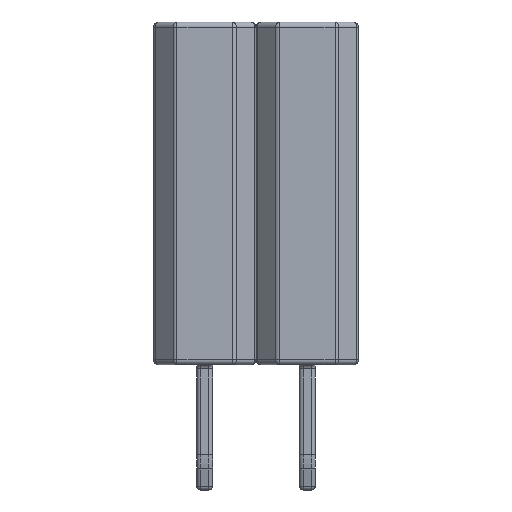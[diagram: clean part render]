
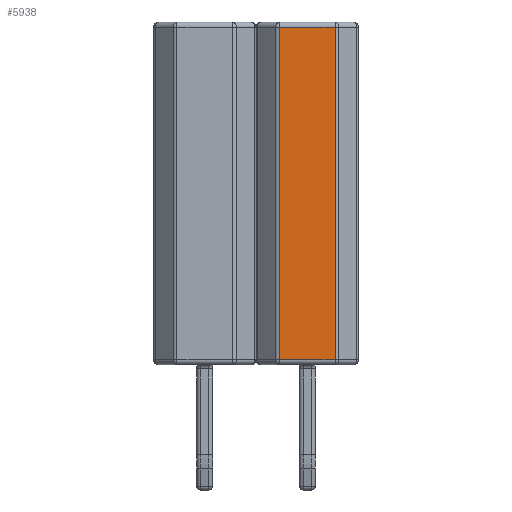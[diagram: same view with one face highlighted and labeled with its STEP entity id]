
A CAD part, left-side view. The second image highlights one B-rep face of the part: STEP entity #5938.
In plain terms, the highlighted planar face has unit normal (-1, 0, 0).
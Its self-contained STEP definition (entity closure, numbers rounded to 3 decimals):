
#5280 = CYLINDRICAL_SURFACE('',#5281,0.125);
#5281 = AXIS2_PLACEMENT_3D('',#5282,#5283,#5284);
#5282 = CARTESIAN_POINT('',(-1.145,0.692,0.));
#5283 = DIRECTION('',(0.,0.,1.));
#5284 = DIRECTION('',(-0.707,0.707,0.));
#5385 = VERTEX_POINT('',#5386);
#5386 = CARTESIAN_POINT('',(-1.27,0.692,0.125));
#5413 = EDGE_CURVE('',#5385,#5414,#5416,.T.);
#5414 = VERTEX_POINT('',#5415);
#5415 = CARTESIAN_POINT('',(-1.27,0.692,8.375));
#5416 = SURFACE_CURVE('',#5417,(#5421,#5428),.PCURVE_S1.);
#5417 = LINE('',#5418,#5419);
#5418 = CARTESIAN_POINT('',(-1.27,0.692,0.));
#5419 = VECTOR('',#5420,1.);
#5420 = DIRECTION('',(0.,0.,1.));
#5421 = PCURVE('',#5280,#5422);
#5422 = DEFINITIONAL_REPRESENTATION('',(#5423),#5427);
#5423 = LINE('',#5424,#5425);
#5424 = CARTESIAN_POINT('',(0.785,0.));
#5425 = VECTOR('',#5426,1.);
#5426 = DIRECTION('',(0.,1.));
#5427 = ( GEOMETRIC_REPRESENTATION_CONTEXT(2) 
PARAMETRIC_REPRESENTATION_CONTEXT() REPRESENTATION_CONTEXT('2D SPACE',''
  ) );
#5428 = PCURVE('',#5429,#5434);
#5429 = PLANE('',#5430);
#5430 = AXIS2_PLACEMENT_3D('',#5431,#5432,#5433);
#5431 = CARTESIAN_POINT('',(-1.27,-0.744,0.));
#5432 = DIRECTION('',(-1.,0.,0.));
#5433 = DIRECTION('',(0.,1.,0.));
#5434 = DEFINITIONAL_REPRESENTATION('',(#5435),#5439);
#5435 = LINE('',#5436,#5437);
#5436 = CARTESIAN_POINT('',(1.436,0.));
#5437 = VECTOR('',#5438,1.);
#5438 = DIRECTION('',(0.,-1.));
#5439 = ( GEOMETRIC_REPRESENTATION_CONTEXT(2) 
PARAMETRIC_REPRESENTATION_CONTEXT() REPRESENTATION_CONTEXT('2D SPACE',''
  ) );
#5643 = CYLINDRICAL_SURFACE('',#5644,0.125);
#5644 = AXIS2_PLACEMENT_3D('',#5645,#5646,#5647);
#5645 = CARTESIAN_POINT('',(-1.145,-0.744,8.375));
#5646 = DIRECTION('',(0.,1.,0.));
#5647 = DIRECTION('',(-1.,0.,0.));
#5925 = CYLINDRICAL_SURFACE('',#5926,0.125);
#5926 = AXIS2_PLACEMENT_3D('',#5927,#5928,#5929);
#5927 = CARTESIAN_POINT('',(-1.145,-0.744,0.125));
#5928 = DIRECTION('',(0.,1.,0.));
#5929 = DIRECTION('',(-1.,0.,0.));
#5938 = ADVANCED_FACE('',(#5939),#5429,.T.);
#5939 = FACE_BOUND('',#5940,.T.);
#5940 = EDGE_LOOP('',(#5941,#5964,#5965,#5988));
#5941 = ORIENTED_EDGE('',*,*,#5942,.T.);
#5942 = EDGE_CURVE('',#5943,#5414,#5945,.T.);
#5943 = VERTEX_POINT('',#5944);
#5944 = CARTESIAN_POINT('',(-1.27,-0.692,8.375));
#5945 = SURFACE_CURVE('',#5946,(#5950,#5957),.PCURVE_S1.);
#5946 = LINE('',#5947,#5948);
#5947 = CARTESIAN_POINT('',(-1.27,-0.744,8.375));
#5948 = VECTOR('',#5949,1.);
#5949 = DIRECTION('',(0.,1.,0.));
#5950 = PCURVE('',#5429,#5951);
#5951 = DEFINITIONAL_REPRESENTATION('',(#5952),#5956);
#5952 = LINE('',#5953,#5954);
#5953 = CARTESIAN_POINT('',(0.,-8.375));
#5954 = VECTOR('',#5955,1.);
#5955 = DIRECTION('',(1.,0.));
#5956 = ( GEOMETRIC_REPRESENTATION_CONTEXT(2) 
PARAMETRIC_REPRESENTATION_CONTEXT() REPRESENTATION_CONTEXT('2D SPACE',''
  ) );
#5957 = PCURVE('',#5643,#5958);
#5958 = DEFINITIONAL_REPRESENTATION('',(#5959),#5963);
#5959 = LINE('',#5960,#5961);
#5960 = CARTESIAN_POINT('',(0.,0.));
#5961 = VECTOR('',#5962,1.);
#5962 = DIRECTION('',(0.,1.));
#5963 = ( GEOMETRIC_REPRESENTATION_CONTEXT(2) 
PARAMETRIC_REPRESENTATION_CONTEXT() REPRESENTATION_CONTEXT('2D SPACE',''
  ) );
#5964 = ORIENTED_EDGE('',*,*,#5413,.F.);
#5965 = ORIENTED_EDGE('',*,*,#5966,.F.);
#5966 = EDGE_CURVE('',#5967,#5385,#5969,.T.);
#5967 = VERTEX_POINT('',#5968);
#5968 = CARTESIAN_POINT('',(-1.27,-0.692,0.125));
#5969 = SURFACE_CURVE('',#5970,(#5974,#5981),.PCURVE_S1.);
#5970 = LINE('',#5971,#5972);
#5971 = CARTESIAN_POINT('',(-1.27,-0.744,0.125));
#5972 = VECTOR('',#5973,1.);
#5973 = DIRECTION('',(0.,1.,0.));
#5974 = PCURVE('',#5429,#5975);
#5975 = DEFINITIONAL_REPRESENTATION('',(#5976),#5980);
#5976 = LINE('',#5977,#5978);
#5977 = CARTESIAN_POINT('',(0.,-0.125));
#5978 = VECTOR('',#5979,1.);
#5979 = DIRECTION('',(1.,0.));
#5980 = ( GEOMETRIC_REPRESENTATION_CONTEXT(2) 
PARAMETRIC_REPRESENTATION_CONTEXT() REPRESENTATION_CONTEXT('2D SPACE',''
  ) );
#5981 = PCURVE('',#5925,#5982);
#5982 = DEFINITIONAL_REPRESENTATION('',(#5983),#5987);
#5983 = LINE('',#5984,#5985);
#5984 = CARTESIAN_POINT('',(-0.,0.));
#5985 = VECTOR('',#5986,1.);
#5986 = DIRECTION('',(-0.,1.));
#5987 = ( GEOMETRIC_REPRESENTATION_CONTEXT(2) 
PARAMETRIC_REPRESENTATION_CONTEXT() REPRESENTATION_CONTEXT('2D SPACE',''
  ) );
#5988 = ORIENTED_EDGE('',*,*,#5989,.T.);
#5989 = EDGE_CURVE('',#5967,#5943,#5990,.T.);
#5990 = SURFACE_CURVE('',#5991,(#5995,#6002),.PCURVE_S1.);
#5991 = LINE('',#5992,#5993);
#5992 = CARTESIAN_POINT('',(-1.27,-0.692,0.));
#5993 = VECTOR('',#5994,1.);
#5994 = DIRECTION('',(0.,0.,1.));
#5995 = PCURVE('',#5429,#5996);
#5996 = DEFINITIONAL_REPRESENTATION('',(#5997),#6001);
#5997 = LINE('',#5998,#5999);
#5998 = CARTESIAN_POINT('',(0.052,0.));
#5999 = VECTOR('',#6000,1.);
#6000 = DIRECTION('',(0.,-1.));
#6001 = ( GEOMETRIC_REPRESENTATION_CONTEXT(2) 
PARAMETRIC_REPRESENTATION_CONTEXT() REPRESENTATION_CONTEXT('2D SPACE',''
  ) );
#6002 = PCURVE('',#6003,#6008);
#6003 = CYLINDRICAL_SURFACE('',#6004,0.125);
#6004 = AXIS2_PLACEMENT_3D('',#6005,#6006,#6007);
#6005 = CARTESIAN_POINT('',(-1.145,-0.692,0.));
#6006 = DIRECTION('',(0.,0.,1.));
#6007 = DIRECTION('',(-1.,0.,0.));
#6008 = DEFINITIONAL_REPRESENTATION('',(#6009),#6013);
#6009 = LINE('',#6010,#6011);
#6010 = CARTESIAN_POINT('',(0.,0.));
#6011 = VECTOR('',#6012,1.);
#6012 = DIRECTION('',(0.,1.));
#6013 = ( GEOMETRIC_REPRESENTATION_CONTEXT(2) 
PARAMETRIC_REPRESENTATION_CONTEXT() REPRESENTATION_CONTEXT('2D SPACE',''
  ) );
